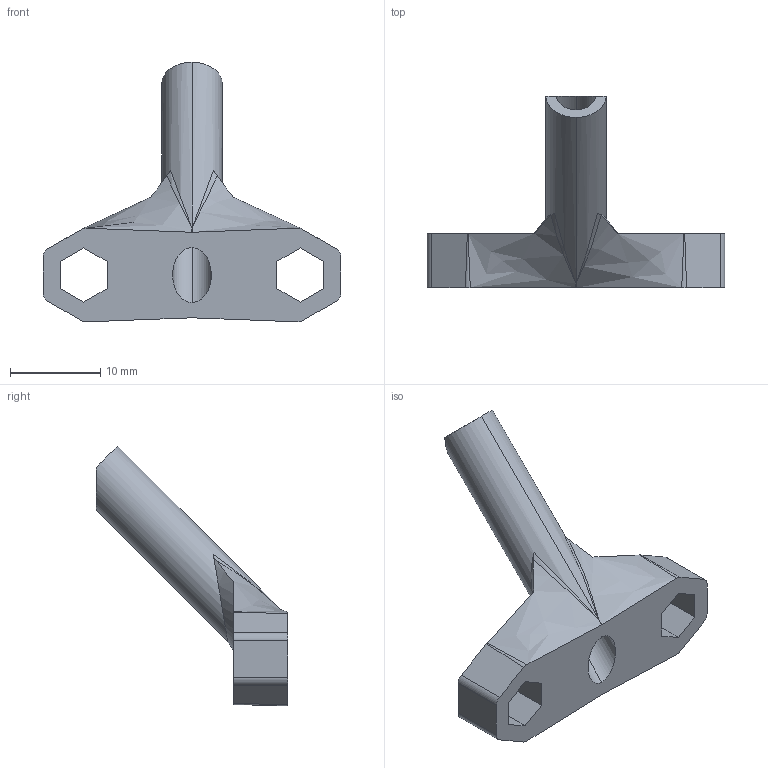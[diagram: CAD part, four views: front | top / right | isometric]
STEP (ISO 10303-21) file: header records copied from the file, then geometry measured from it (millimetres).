
FILE_DESCRIPTION (( 'STEP AP214' ), '1' );
FILE_NAME ('Apex_VistaAntennaMount.STEP', '2022-02-04T01:33:53', ( '' ), ( '' ), 'SwSTEP 2.0', 'SolidWorks 2020', '' );
FILE_SCHEMA (( 'AUTOMOTIVE_DESIGN' ));
Length unit declared in the file: millimetre
Products named in the file (1): Apex_VistaAntennaMount
Bounding box: 33 x 21.21 x 28.77 mm (x, y, z)
Volume: 1888.3 mm3; surface area: 2040.2 mm2
Topology: 1 solids, 1 shells, 44 faces, 129 edges, 83 vertices
Faces by surface type: plane 22, bspline 14, cylinder 8
Entity records: 2230 total; most frequent: CARTESIAN_POINT 1164, ORIENTED_EDGE 252, DIRECTION 156, EDGE_CURVE 126, VERTEX_POINT 83, LINE 70, VECTOR 70, EDGE_LOOP 49
